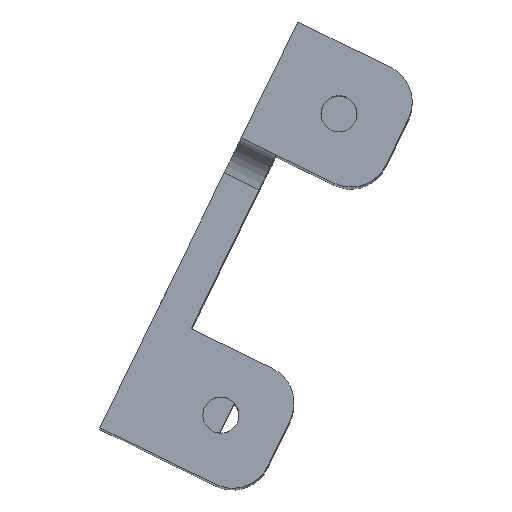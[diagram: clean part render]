
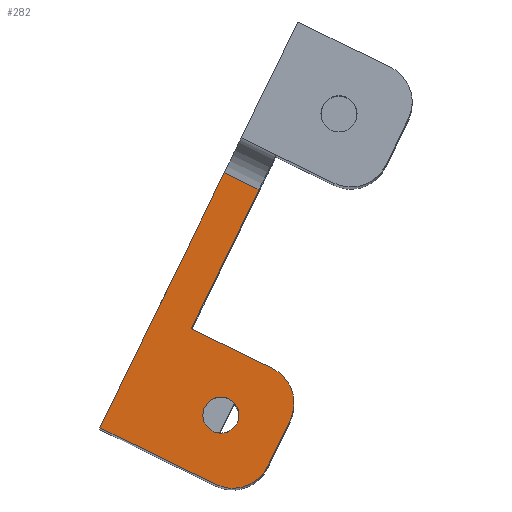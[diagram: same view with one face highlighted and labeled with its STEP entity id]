
A CAD part, top view. The second image highlights one B-rep face of the part: STEP entity #282.
In plain terms, the highlighted planar face has unit normal (0, 0, 1).
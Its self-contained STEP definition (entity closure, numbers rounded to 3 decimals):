
#24 = VECTOR ( 'NONE', #915, 1000. ) ;
#48 = VERTEX_POINT ( 'NONE', #589 ) ;
#127 = EDGE_CURVE ( 'NONE', #1223, #1401, #1395, .T. ) ;
#174 = CARTESIAN_POINT ( 'NONE',  ( -45.551, -15.789, 15. ) ) ;
#185 = EDGE_LOOP ( 'NONE', ( #437, #1534 ) ) ;
#188 = CARTESIAN_POINT ( 'NONE',  ( -35.906, 3.985, 15. ) ) ;
#198 = CARTESIAN_POINT ( 'NONE',  ( -38.603, 5.3, 15. ) ) ;
#211 = CARTESIAN_POINT ( 'NONE',  ( -21.588, 10.529, 15. ) ) ;
#213 = AXIS2_PLACEMENT_3D ( 'NONE', #1696, #360, #1442 ) ;
#231 = CARTESIAN_POINT ( 'NONE',  ( -37.944, -16.161, 15. ) ) ;
#233 = ORIENTED_EDGE ( 'NONE', *, *, #728, .T. ) ;
#258 = EDGE_CURVE ( 'NONE', #1588, #1189, #1081, .T. ) ;
#282 = ADVANCED_FACE ( 'NONE', ( #499, #356 ), #756, .T. ) ;
#297 = CARTESIAN_POINT ( 'NONE',  ( -33.494, -13.881, 15. ) ) ;
#308 = EDGE_CURVE ( 'NONE', #1587, #1401, #951, .T. ) ;
#356 = FACE_BOUND ( 'NONE', #185, .T. ) ;
#360 = DIRECTION ( 'NONE',  ( 0., 0., 1. ) ) ;
#369 = CARTESIAN_POINT ( 'NONE',  ( -38.865, -13.487, 15. ) ) ;
#381 = EDGE_CURVE ( 'NONE', #1021, #1375, #1467, .T. ) ;
#410 = EDGE_CURVE ( 'NONE', #1375, #1021, #634, .T. ) ;
#436 = CARTESIAN_POINT ( 'NONE',  ( -39.259, -18.857, 15. ) ) ;
#437 = ORIENTED_EDGE ( 'NONE', *, *, #410, .F. ) ;
#462 = ORIENTED_EDGE ( 'NONE', *, *, #1680, .F. ) ;
#479 = DIRECTION ( 'NONE',  ( 0., 0., 1. ) ) ;
#489 = DIRECTION ( 'NONE',  ( 1., 0., 0. ) ) ;
#499 = FACE_OUTER_BOUND ( 'NONE', #1322, .T. ) ;
#505 = DIRECTION ( 'NONE',  ( 0., 0., 1. ) ) ;
#534 = EDGE_CURVE ( 'NONE', #1189, #1587, #1103, .T. ) ;
#535 = LINE ( 'NONE', #1078, #745 ) ;
#544 = AXIS2_PLACEMENT_3D ( 'NONE', #1302, #505, #489 ) ;
#589 = CARTESIAN_POINT ( 'NONE',  ( -34.875, -9.869, 15. ) ) ;
#614 = EDGE_CURVE ( 'NONE', #48, #879, #1069, .T. ) ;
#634 = CIRCLE ( 'NONE', #213, 1.4 ) ;
#728 = EDGE_CURVE ( 'NONE', #879, #1223, #535, .T. ) ;
#743 = DIRECTION ( 'NONE',  ( 0.438, 0.899, 0. ) ) ;
#745 = VECTOR ( 'NONE', #973, 1000. ) ;
#756 = PLANE ( 'NONE',  #544 ) ;
#764 = DIRECTION ( 'NONE',  ( 0., 0., -1. ) ) ;
#773 = CARTESIAN_POINT ( 'NONE',  ( -36.19, -12.566, 15. ) ) ;
#798 = VECTOR ( 'NONE', #743, 1000. ) ;
#815 = ORIENTED_EDGE ( 'NONE', *, *, #308, .F. ) ;
#855 = AXIS2_PLACEMENT_3D ( 'NONE', #369, #479, #1306 ) ;
#868 = CARTESIAN_POINT ( 'NONE',  ( -48.247, -14.473, 15. ) ) ;
#879 = VERTEX_POINT ( 'NONE', #1702 ) ;
#890 = AXIS2_PLACEMENT_3D ( 'NONE', #773, #1311, #1457 ) ;
#913 = ORIENTED_EDGE ( 'NONE', *, *, #127, .T. ) ;
#915 = DIRECTION ( 'NONE',  ( -0.899, 0.438, 0. ) ) ;
#933 = ORIENTED_EDGE ( 'NONE', *, *, #614, .T. ) ;
#941 = CARTESIAN_POINT ( 'NONE',  ( -37.465, -13.487, 15. ) ) ;
#950 = CARTESIAN_POINT ( 'NONE',  ( -43.863, -5.486, 15. ) ) ;
#951 = LINE ( 'NONE', #1433, #798 ) ;
#973 = DIRECTION ( 'NONE',  ( 0.438, 0.899, 0. ) ) ;
#981 = DIRECTION ( 'NONE',  ( -0.438, -0.899, 0. ) ) ;
#1021 = VERTEX_POINT ( 'NONE', #941 ) ;
#1026 = VECTOR ( 'NONE', #1261, 1000. ) ;
#1045 = ORIENTED_EDGE ( 'NONE', *, *, #258, .F. ) ;
#1051 = CARTESIAN_POINT ( 'NONE',  ( -38.603, 5.3, 15. ) ) ;
#1069 = LINE ( 'NONE', #950, #24 ) ;
#1078 = CARTESIAN_POINT ( 'NONE',  ( -45.551, -15.789, 15. ) ) ;
#1081 = CIRCLE ( 'NONE', #1106, 3. ) ;
#1083 = ORIENTED_EDGE ( 'NONE', *, *, #534, .F. ) ;
#1103 = LINE ( 'NONE', #174, #1220 ) ;
#1106 = AXIS2_PLACEMENT_3D ( 'NONE', #231, #764, #1428 ) ;
#1111 = EDGE_CURVE ( 'NONE', #48, #1191, #1640, .T. ) ;
#1135 = CARTESIAN_POINT ( 'NONE',  ( -40.265, -13.487, 15. ) ) ;
#1189 = VERTEX_POINT ( 'NONE', #436 ) ;
#1191 = VERTEX_POINT ( 'NONE', #297 ) ;
#1220 = VECTOR ( 'NONE', #1245, 1000. ) ;
#1223 = VERTEX_POINT ( 'NONE', #188 ) ;
#1245 = DIRECTION ( 'NONE',  ( -0.899, 0.438, 0. ) ) ;
#1261 = DIRECTION ( 'NONE',  ( -0.899, 0.438, 0. ) ) ;
#1302 = CARTESIAN_POINT ( 'NONE',  ( -45.551, -15.789, 15. ) ) ;
#1306 = DIRECTION ( 'NONE',  ( 1., 0., 0. ) ) ;
#1311 = DIRECTION ( 'NONE',  ( 0., 0., -1. ) ) ;
#1322 = EDGE_LOOP ( 'NONE', ( #233, #913, #815, #1083, #1045, #462, #1653, #933 ) ) ;
#1375 = VERTEX_POINT ( 'NONE', #1135 ) ;
#1395 = LINE ( 'NONE', #198, #1026 ) ;
#1401 = VERTEX_POINT ( 'NONE', #1051 ) ;
#1406 = CARTESIAN_POINT ( 'NONE',  ( -35.248, -17.476, 15. ) ) ;
#1428 = DIRECTION ( 'NONE',  ( 1., 0., 0. ) ) ;
#1433 = CARTESIAN_POINT ( 'NONE',  ( -48.247, -14.473, 15. ) ) ;
#1442 = DIRECTION ( 'NONE',  ( 1., 0., 0. ) ) ;
#1457 = DIRECTION ( 'NONE',  ( 1., 0., 0. ) ) ;
#1467 = CIRCLE ( 'NONE', #855, 1.4 ) ;
#1534 = ORIENTED_EDGE ( 'NONE', *, *, #381, .F. ) ;
#1587 = VERTEX_POINT ( 'NONE', #868 ) ;
#1588 = VERTEX_POINT ( 'NONE', #1406 ) ;
#1640 = CIRCLE ( 'NONE', #890, 3. ) ;
#1641 = VECTOR ( 'NONE', #981, 1000. ) ;
#1650 = LINE ( 'NONE', #211, #1641 ) ;
#1653 = ORIENTED_EDGE ( 'NONE', *, *, #1111, .F. ) ;
#1680 = EDGE_CURVE ( 'NONE', #1191, #1588, #1650, .T. ) ;
#1696 = CARTESIAN_POINT ( 'NONE',  ( -38.865, -13.487, 15. ) ) ;
#1702 = CARTESIAN_POINT ( 'NONE',  ( -41.167, -6.801, 15. ) ) ;
